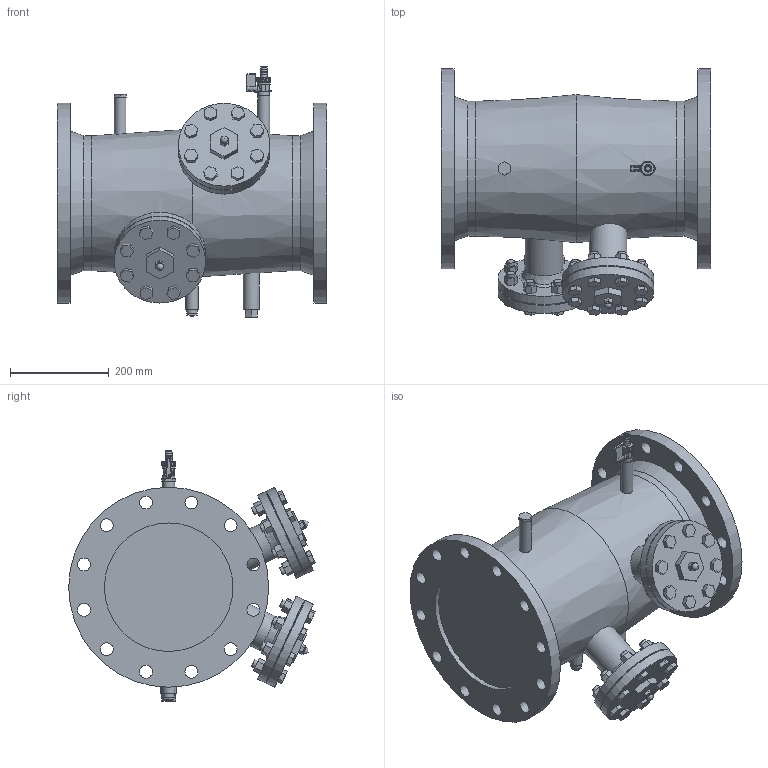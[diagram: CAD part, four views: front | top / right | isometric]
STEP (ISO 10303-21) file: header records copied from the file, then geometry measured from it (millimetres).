
FILE_DESCRIPTION(/* description */ (''),/* implementation_level */ '2;1');
FILE_NAME(/* name */ '3d_ExdirtMagnetoDN250-8256370.stp',/* time_stamp */ '2022-12-29T13:19:09+01:00',/* author */ ('Andrzej'),/* organization */ (''),/* preprocessor_version */ 'ST-DEVELOPER v16.13',/* originating_system */ 'AutoCAD Mechanical',/* authorisation */ '');
FILE_SCHEMA (('AUTOMOTIVE_DESIGN { 1 0 10303 214 3 1 1 }'));
Length unit declared in the file: millimetre
Products named in the file (1): Product
Bounding box: 546 x 499.48 x 507.41 mm (x, y, z)
Volume: 40269923.6 mm3; surface area: 1310135 mm2
Topology: 1 solids, 1 shells, 620 faces, 1519 edges, 996 vertices
Faces by surface type: plane 426, cylinder 168, torus 10, cone 10, sphere 6
Full cylindrical faces by diameter (mm): 2 x1, 4 x1, 9 x1, 10 x1, 15 x2, 16 x32, 16.75 x1, 18 x32, 22 x1, 22.49 x16, 24 x1, 24.6 x3, 26 x24, 26.1 x1, 26.4 x1, 28 x1, 32 x1, 76.1 x2, 127 x2, 185 x4, 260.4 x2, 273 x2, 405 x2
Entity records: 17607 total; most frequent: CARTESIAN_POINT 3581, DIRECTION 2946, ORIENTED_EDGE 2554, EDGE_CURVE 1277, AXIS2_PLACEMENT_3D 1061, EDGE_LOOP 955, VERTEX_POINT 910, LINE 824
